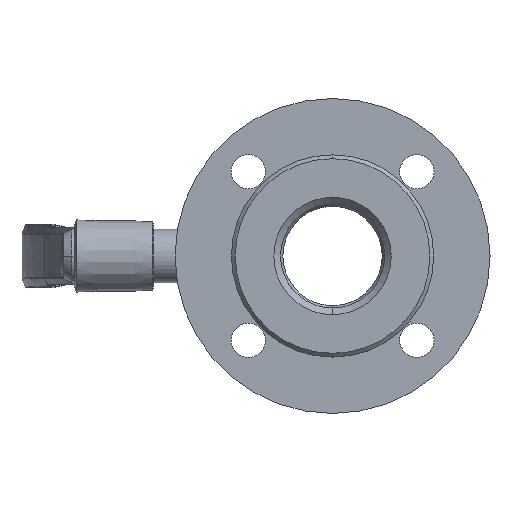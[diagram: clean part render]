
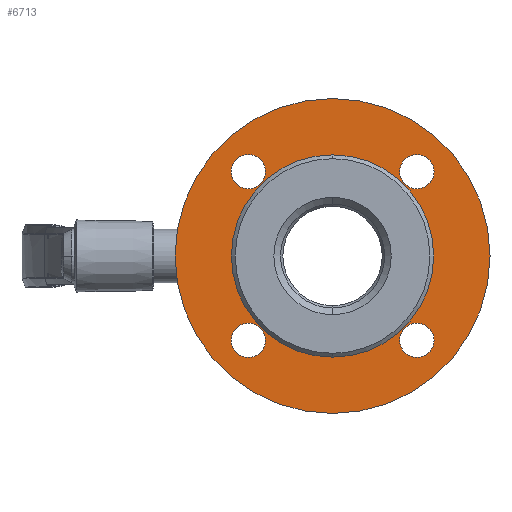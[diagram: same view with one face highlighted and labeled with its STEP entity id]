
A CAD part, left-side view. The second image highlights one B-rep face of the part: STEP entity #6713.
In plain terms, the highlighted planar face has unit normal (-1, 0, 0).
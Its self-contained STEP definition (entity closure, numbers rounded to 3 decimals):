
#36 = CARTESIAN_POINT ( 'NONE',  ( -113., 0., 82.5 ) ) ;
#188 = CARTESIAN_POINT ( 'NONE',  ( -113., 44.194, 44.194 ) ) ;
#421 = DIRECTION ( 'NONE',  ( 1., 0., 0. ) ) ;
#946 = FACE_BOUND ( 'NONE', #27695, .T. ) ;
#1296 = DIRECTION ( 'NONE',  ( -1., 0., 0. ) ) ;
#1393 = AXIS2_PLACEMENT_3D ( 'NONE', #30959, #421, #11464 ) ;
#1582 = VERTEX_POINT ( 'NONE', #5441 ) ;
#1890 = ORIENTED_EDGE ( 'NONE', *, *, #7869, .F. ) ;
#2196 = CARTESIAN_POINT ( 'NONE',  ( -113., -44.194, 53.194 ) ) ;
#3293 = EDGE_CURVE ( 'NONE', #14277, #1582, #29876, .T. ) ;
#3321 = DIRECTION ( 'NONE',  ( -1., 0., 0. ) ) ;
#3346 = CARTESIAN_POINT ( 'NONE',  ( -113., 0., 0. ) ) ;
#3874 = ORIENTED_EDGE ( 'NONE', *, *, #12735, .F. ) ;
#4383 = AXIS2_PLACEMENT_3D ( 'NONE', #12057, #3321, #8682 ) ;
#4387 = EDGE_LOOP ( 'NONE', ( #1890, #3874 ) ) ;
#4414 = AXIS2_PLACEMENT_3D ( 'NONE', #28434, #28066, #6801 ) ;
#5441 = CARTESIAN_POINT ( 'NONE',  ( -113., 0., -82.5 ) ) ;
#5892 = EDGE_CURVE ( 'NONE', #32663, #15808, #22385, .T. ) ;
#6713 = ADVANCED_FACE ( 'NONE', ( #33071, #33440, #11635, #19823, #946, #25296 ), #11821, .F. ) ;
#6746 = DIRECTION ( 'NONE',  ( 0., 0., 1. ) ) ;
#6769 = CIRCLE ( 'NONE', #31118, 53. ) ;
#6801 = DIRECTION ( 'NONE',  ( 0., 0., 1. ) ) ;
#6820 = AXIS2_PLACEMENT_3D ( 'NONE', #20403, #9905, #31193 ) ;
#7500 = ORIENTED_EDGE ( 'NONE', *, *, #31394, .T. ) ;
#7708 = CARTESIAN_POINT ( 'NONE',  ( -113., 44.194, -35.194 ) ) ;
#7868 = DIRECTION ( 'NONE',  ( -1., 0., 0. ) ) ;
#7869 = EDGE_CURVE ( 'NONE', #31697, #16514, #9946, .T. ) ;
#7955 = EDGE_CURVE ( 'NONE', #25974, #27238, #8818, .T. ) ;
#8682 = DIRECTION ( 'NONE',  ( 0., 0., 1. ) ) ;
#8818 = CIRCLE ( 'NONE', #23555, 9. ) ;
#8933 = CARTESIAN_POINT ( 'NONE',  ( -113., -44.194, 44.194 ) ) ;
#9080 = CIRCLE ( 'NONE', #28319, 9. ) ;
#9454 = ORIENTED_EDGE ( 'NONE', *, *, #30835, .F. ) ;
#9698 = ORIENTED_EDGE ( 'NONE', *, *, #27070, .F. ) ;
#9905 = DIRECTION ( 'NONE',  ( -1., 0., 0. ) ) ;
#9946 = CIRCLE ( 'NONE', #30892, 9. ) ;
#10007 = EDGE_CURVE ( 'NONE', #27238, #25974, #15131, .T. ) ;
#11464 = DIRECTION ( 'NONE',  ( 0., 0., -1. ) ) ;
#11635 = FACE_BOUND ( 'NONE', #27943, .T. ) ;
#11817 = CARTESIAN_POINT ( 'NONE',  ( -113., -44.194, -53.194 ) ) ;
#11821 = PLANE ( 'NONE',  #1393 ) ;
#11891 = ORIENTED_EDGE ( 'NONE', *, *, #3293, .T. ) ;
#11991 = ORIENTED_EDGE ( 'NONE', *, *, #5892, .F. ) ;
#11997 = CARTESIAN_POINT ( 'NONE',  ( -113., 44.194, 44.194 ) ) ;
#12057 = CARTESIAN_POINT ( 'NONE',  ( -113., 0., 0. ) ) ;
#12084 = CARTESIAN_POINT ( 'NONE',  ( -113., -44.194, -35.194 ) ) ;
#12735 = EDGE_CURVE ( 'NONE', #16514, #31697, #18672, .T. ) ;
#13109 = DIRECTION ( 'NONE',  ( -1., 0., 0. ) ) ;
#13507 = CIRCLE ( 'NONE', #4414, 82.5 ) ;
#13881 = CARTESIAN_POINT ( 'NONE',  ( -113., -44.194, 35.194 ) ) ;
#13969 = AXIS2_PLACEMENT_3D ( 'NONE', #32223, #13109, #16469 ) ;
#14277 = VERTEX_POINT ( 'NONE', #36 ) ;
#14550 = VERTEX_POINT ( 'NONE', #25592 ) ;
#14816 = DIRECTION ( 'NONE',  ( -1., 0., 0. ) ) ;
#15131 = CIRCLE ( 'NONE', #13969, 9. ) ;
#15808 = VERTEX_POINT ( 'NONE', #29600 ) ;
#16469 = DIRECTION ( 'NONE',  ( 0., 0., 1. ) ) ;
#16514 = VERTEX_POINT ( 'NONE', #11817 ) ;
#16972 = VERTEX_POINT ( 'NONE', #7708 ) ;
#17274 = VERTEX_POINT ( 'NONE', #27860 ) ;
#18204 = DIRECTION ( 'NONE',  ( 0., 0., 1. ) ) ;
#18672 = CIRCLE ( 'NONE', #24321, 9. ) ;
#18842 = EDGE_CURVE ( 'NONE', #14550, #16972, #20994, .T. ) ;
#19224 = DIRECTION ( 'NONE',  ( 0., 0., -1. ) ) ;
#19361 = ORIENTED_EDGE ( 'NONE', *, *, #29038, .F. ) ;
#19428 = DIRECTION ( 'NONE',  ( 0., 0., 1. ) ) ;
#19567 = ORIENTED_EDGE ( 'NONE', *, *, #24021, .F. ) ;
#19823 = FACE_BOUND ( 'NONE', #30353, .T. ) ;
#20243 = DIRECTION ( 'NONE',  ( -1., 0., 0. ) ) ;
#20403 = CARTESIAN_POINT ( 'NONE',  ( -113., 44.194, -44.194 ) ) ;
#20756 = VERTEX_POINT ( 'NONE', #32720 ) ;
#20994 = CIRCLE ( 'NONE', #6820, 9. ) ;
#22385 = CIRCLE ( 'NONE', #26906, 53. ) ;
#22431 = CARTESIAN_POINT ( 'NONE',  ( -113., -44.194, -44.194 ) ) ;
#22999 = CARTESIAN_POINT ( 'NONE',  ( -113., 44.194, -44.194 ) ) ;
#23555 = AXIS2_PLACEMENT_3D ( 'NONE', #8933, #30566, #19428 ) ;
#23561 = ORIENTED_EDGE ( 'NONE', *, *, #10007, .F. ) ;
#23709 = CARTESIAN_POINT ( 'NONE',  ( -113., 0., 53. ) ) ;
#24021 = EDGE_CURVE ( 'NONE', #16972, #14550, #9080, .T. ) ;
#24321 = AXIS2_PLACEMENT_3D ( 'NONE', #29042, #35054, #29573 ) ;
#24925 = CIRCLE ( 'NONE', #33408, 9. ) ;
#25296 = FACE_OUTER_BOUND ( 'NONE', #30900, .T. ) ;
#25592 = CARTESIAN_POINT ( 'NONE',  ( -113., 44.194, -53.194 ) ) ;
#25615 = DIRECTION ( 'NONE',  ( 0., 0., -1. ) ) ;
#25644 = CARTESIAN_POINT ( 'NONE',  ( -113., 0., 0. ) ) ;
#25974 = VERTEX_POINT ( 'NONE', #2196 ) ;
#25997 = ORIENTED_EDGE ( 'NONE', *, *, #18842, .F. ) ;
#26906 = AXIS2_PLACEMENT_3D ( 'NONE', #25644, #28644, #30950 ) ;
#27070 = EDGE_CURVE ( 'NONE', #20756, #17274, #33356, .T. ) ;
#27238 = VERTEX_POINT ( 'NONE', #13881 ) ;
#27695 = EDGE_LOOP ( 'NONE', ( #9454, #11991 ) ) ;
#27860 = CARTESIAN_POINT ( 'NONE',  ( -113., 44.194, 35.194 ) ) ;
#27943 = EDGE_LOOP ( 'NONE', ( #9698, #19361 ) ) ;
#28066 = DIRECTION ( 'NONE',  ( -1., 0., 0. ) ) ;
#28295 = DIRECTION ( 'NONE',  ( 0., 0., -1. ) ) ;
#28319 = AXIS2_PLACEMENT_3D ( 'NONE', #22999, #1296, #18204 ) ;
#28434 = CARTESIAN_POINT ( 'NONE',  ( -113., 0., 0. ) ) ;
#28638 = DIRECTION ( 'NONE',  ( -1., 0., 0. ) ) ;
#28644 = DIRECTION ( 'NONE',  ( -1., 0., 0. ) ) ;
#29038 = EDGE_CURVE ( 'NONE', #17274, #20756, #24925, .T. ) ;
#29042 = CARTESIAN_POINT ( 'NONE',  ( -113., -44.194, -44.194 ) ) ;
#29573 = DIRECTION ( 'NONE',  ( 0., 0., -1. ) ) ;
#29600 = CARTESIAN_POINT ( 'NONE',  ( -113., 0., -53. ) ) ;
#29876 = CIRCLE ( 'NONE', #4383, 82.5 ) ;
#30353 = EDGE_LOOP ( 'NONE', ( #19567, #25997 ) ) ;
#30566 = DIRECTION ( 'NONE',  ( -1., 0., 0. ) ) ;
#30835 = EDGE_CURVE ( 'NONE', #15808, #32663, #6769, .T. ) ;
#30892 = AXIS2_PLACEMENT_3D ( 'NONE', #22431, #14816, #25615 ) ;
#30900 = EDGE_LOOP ( 'NONE', ( #11891, #7500 ) ) ;
#30950 = DIRECTION ( 'NONE',  ( 0., 0., 1. ) ) ;
#30959 = CARTESIAN_POINT ( 'NONE',  ( -113., 53., 0. ) ) ;
#31118 = AXIS2_PLACEMENT_3D ( 'NONE', #3346, #20243, #6746 ) ;
#31193 = DIRECTION ( 'NONE',  ( 0., 0., 1. ) ) ;
#31394 = EDGE_CURVE ( 'NONE', #1582, #14277, #13507, .T. ) ;
#31697 = VERTEX_POINT ( 'NONE', #12084 ) ;
#32223 = CARTESIAN_POINT ( 'NONE',  ( -113., -44.194, 44.194 ) ) ;
#32663 = VERTEX_POINT ( 'NONE', #23709 ) ;
#32720 = CARTESIAN_POINT ( 'NONE',  ( -113., 44.194, 53.194 ) ) ;
#32916 = EDGE_LOOP ( 'NONE', ( #34189, #23561 ) ) ;
#33071 = FACE_BOUND ( 'NONE', #4387, .T. ) ;
#33356 = CIRCLE ( 'NONE', #35062, 9. ) ;
#33408 = AXIS2_PLACEMENT_3D ( 'NONE', #11997, #28638, #28295 ) ;
#33440 = FACE_BOUND ( 'NONE', #32916, .T. ) ;
#34189 = ORIENTED_EDGE ( 'NONE', *, *, #7955, .F. ) ;
#35054 = DIRECTION ( 'NONE',  ( -1., 0., 0. ) ) ;
#35062 = AXIS2_PLACEMENT_3D ( 'NONE', #188, #7868, #19224 ) ;
